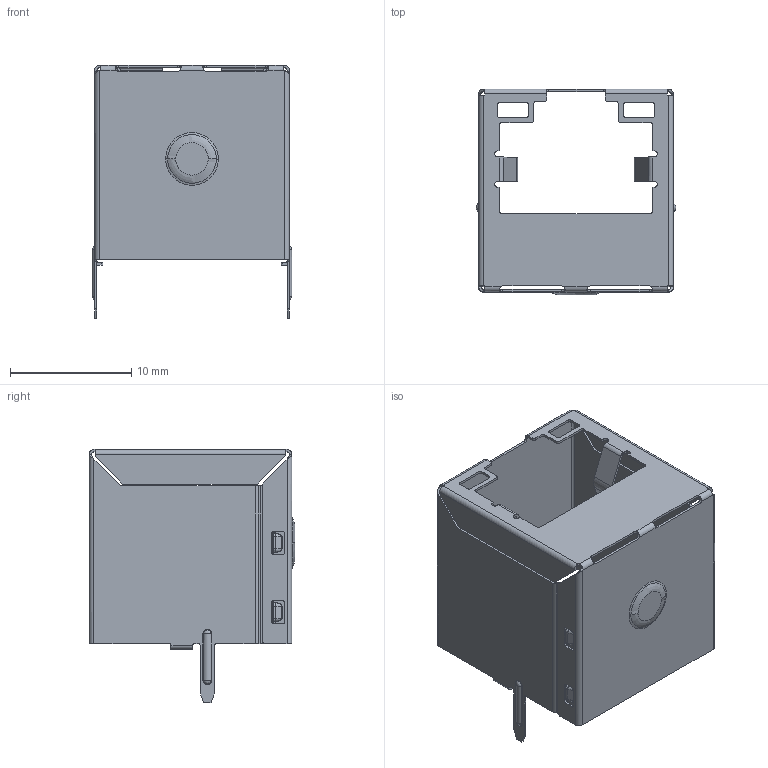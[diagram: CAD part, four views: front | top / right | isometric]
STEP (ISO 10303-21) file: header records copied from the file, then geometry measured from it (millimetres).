
FILE_DESCRIPTION (( 'STEP AP214' ), '1' );
FILE_NAME ('JD2-0001NL_SHIELD.STEP', '2017-08-23T14:35:04', ( '' ), ( '' ), 'SwSTEP 2.0', 'SolidWorks 2016', '' );
FILE_SCHEMA (( 'AUTOMOTIVE_DESIGN' ));
Length unit declared in the file: millimetre
Products named in the file (2): JD2-0001NL_SHIELD; User Library-JD2-0001NL_3D_COLOR4
Assembly tree (1 placements, depth 2):
  JD2-0001NL_SHIELD
    User Library-JD2-0001NL_3D_COLOR4
Bounding box: 16.45 x 16.95 x 20.85 mm (x, y, z)
Volume: 244.1 mm3; surface area: 2514.2 mm2
Topology: 1 solids, 1 shells, 488 faces, 1318 edges, 824 vertices
Faces by surface type: cylinder 194, plane 174, bspline 120
Entity records: 24906 total; most frequent: CARTESIAN_POINT 8690, ORIENTED_EDGE 2620, DIRECTION 1746, EDGE_CURVE 1310, VERTEX_POINT 824, LINE 646, VECTOR 646, AXIS2_PLACEMENT_3D 550
